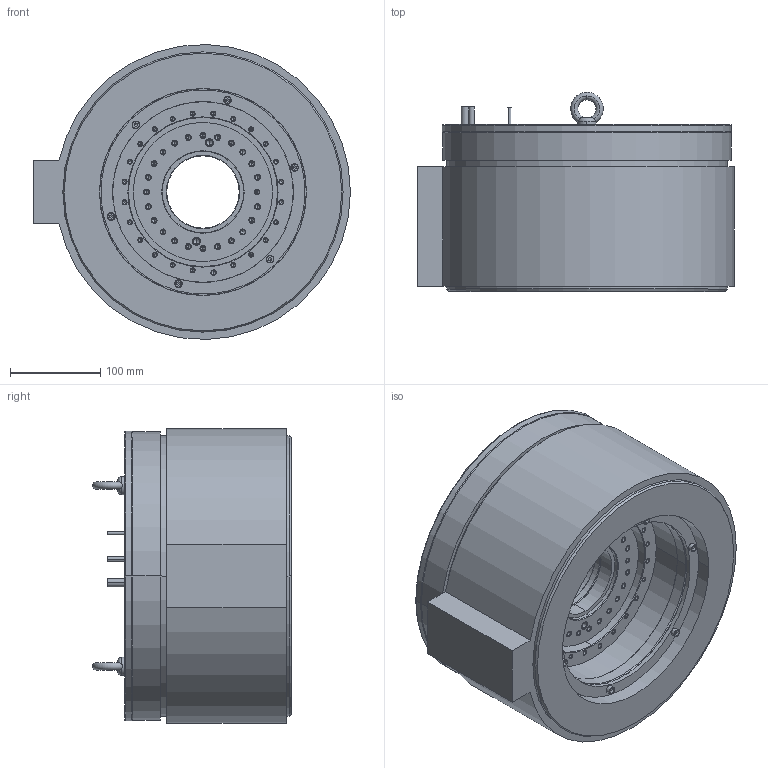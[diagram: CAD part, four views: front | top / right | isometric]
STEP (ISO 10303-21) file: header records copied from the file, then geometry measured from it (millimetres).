
FILE_DESCRIPTION((''),'2;1');
FILE_NAME('1310099-02_ASM','2021-11-02T08:42:19',('ch5084'),(''),'CREO PARAMETRIC BY PTC INC, 2019164','CREO PARAMETRIC BY PTC INC, 2019164','');
FILE_SCHEMA(('AUTOMOTIVE_DESIGN { 1 0 10303 214 1 1 1 1 }'));
Length unit declared in the file: millimetre
Products named in the file (17): 1350956-01-K01; 1328956-01-K01; 1310082-02_ASM; 1310059-02; 1310080-02; 1277599-01-K01; 200507-15-K01; 1328958-01-K01; 1331543-01-K01; 1331620-01-K01; 579060-01-K01; 1278882-01-A01; 1278523-01-K01; 737739-02-Z01; 1278524-01-K01; 200507-05-K01; 1310099-02_ASM
Assembly tree (25 placements, depth 2):
  1310099-02_ASM
    1350956-01-K01
    1328956-01-K01
    1310082-02_ASM
    1310059-02
    1310080-02
    1277599-01-K01
    200507-15-K01  x6
    1328958-01-K01
    1331543-01-K01
    1331620-01-K01
    579060-01-K01  x2
    1278882-01-A01
    1278523-01-K01
    737739-02-Z01
    1278524-01-K01
    200507-05-K01  x4
Bounding box: 350.55 x 219.99 x 326.22 mm (x, y, z)
Volume: 12068892.4 mm3; surface area: 1020912.9 mm2
Topology: 24 solids, 24 shells, 965 faces, 2210 edges, 1296 vertices
Faces by surface type: cylinder 413, plane 300, cone 216, torus 32, bspline 4
Entity records: 24317 total; most frequent: CARTESIAN_POINT 4088, DIRECTION 3972, ORIENTED_EDGE 3194, AXIS2_PLACEMENT_3D 1619, EDGE_CURVE 1597, VERTEX_POINT 1021, EDGE_LOOP 932, CIRCLE 831
